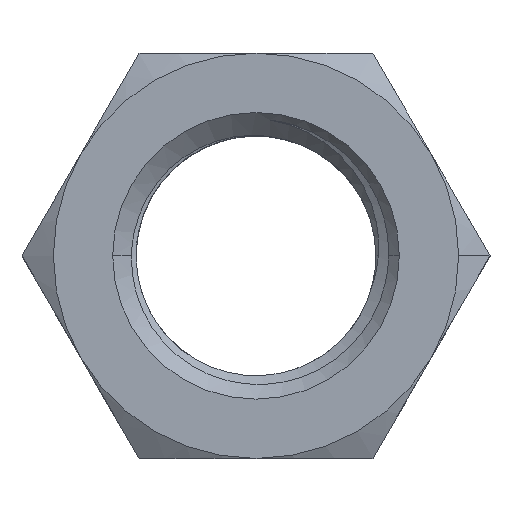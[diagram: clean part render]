
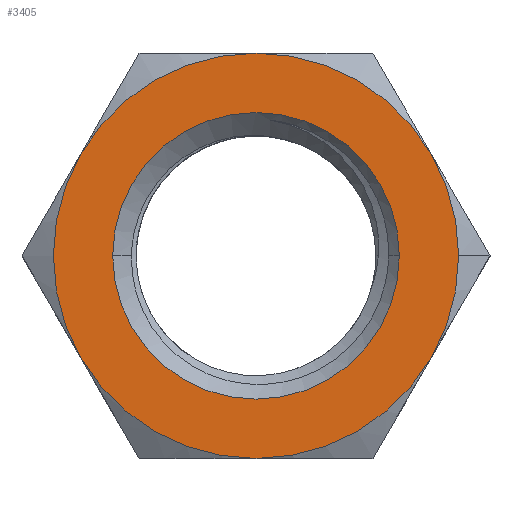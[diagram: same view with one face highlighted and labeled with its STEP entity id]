
A CAD part, top view. The second image highlights one B-rep face of the part: STEP entity #3405.
In plain terms, the highlighted planar face has unit normal (0, 0, 1).
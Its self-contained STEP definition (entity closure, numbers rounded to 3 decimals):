
#25 = FACE_OUTER_BOUND ( 'NONE', #761, .T. ) ;
#53 = DIRECTION ( 'NONE',  ( 1., 0., 0. ) ) ;
#61 = VERTEX_POINT ( 'NONE', #1311 ) ;
#115 = AXIS2_PLACEMENT_3D ( 'NONE', #2734, #2212, #1439 ) ;
#173 = AXIS2_PLACEMENT_3D ( 'NONE', #781, #520, #2885 ) ;
#186 = CARTESIAN_POINT ( 'NONE',  ( 0., 0., 51. ) ) ;
#198 = AXIS2_PLACEMENT_3D ( 'NONE', #2846, #1282, #1530 ) ;
#200 = DIRECTION ( 'NONE',  ( 0., 0., 1. ) ) ;
#316 = CIRCLE ( 'NONE', #2251, 47.5 ) ;
#371 = EDGE_CURVE ( 'NONE', #3370, #2474, #2206, .T. ) ;
#422 = DIRECTION ( 'NONE',  ( 1., 0., 0. ) ) ;
#454 = CARTESIAN_POINT ( 'NONE',  ( 0., 0., 51. ) ) ;
#468 = EDGE_CURVE ( 'NONE', #1570, #1684, #1323, .T. ) ;
#520 = DIRECTION ( 'NONE',  ( 0., 0., 1. ) ) ;
#571 = DIRECTION ( 'NONE',  ( 1., 0., 0. ) ) ;
#691 = FACE_BOUND ( 'NONE', #3039, .T. ) ;
#703 = DIRECTION ( 'NONE',  ( 0., 0., 1. ) ) ;
#732 = CARTESIAN_POINT ( 'NONE',  ( 41.136, 23.75, 51. ) ) ;
#761 = EDGE_LOOP ( 'NONE', ( #1945, #1792, #2442, #3387, #1756, #1824, #2537 ) ) ;
#781 = CARTESIAN_POINT ( 'NONE',  ( 0., 0., 51. ) ) ;
#798 = ORIENTED_EDGE ( 'NONE', *, *, #1333, .T. ) ;
#867 = CIRCLE ( 'NONE', #1268, 47.5 ) ;
#878 = AXIS2_PLACEMENT_3D ( 'NONE', #2331, #2813, #989 ) ;
#900 = EDGE_CURVE ( 'NONE', #1985, #61, #2485, .T. ) ;
#908 = VERTEX_POINT ( 'NONE', #1739 ) ;
#938 = AXIS2_PLACEMENT_3D ( 'NONE', #2296, #703, #1217 ) ;
#973 = CARTESIAN_POINT ( 'NONE',  ( 0., 47.5, 51. ) ) ;
#989 = DIRECTION ( 'NONE',  ( 1., 0., 0. ) ) ;
#1006 = DIRECTION ( 'NONE',  ( 1., 0., 0. ) ) ;
#1020 = CARTESIAN_POINT ( 'NONE',  ( 0., 0., 51. ) ) ;
#1065 = CARTESIAN_POINT ( 'NONE',  ( 33.6, 0., 51. ) ) ;
#1103 = DIRECTION ( 'NONE',  ( 0., 0., 1. ) ) ;
#1146 = VERTEX_POINT ( 'NONE', #1065 ) ;
#1194 = CIRCLE ( 'NONE', #2162, 33.6 ) ;
#1217 = DIRECTION ( 'NONE',  ( 1., 0., 0. ) ) ;
#1268 = AXIS2_PLACEMENT_3D ( 'NONE', #2178, #1103, #571 ) ;
#1282 = DIRECTION ( 'NONE',  ( 0., 0., 1. ) ) ;
#1311 = CARTESIAN_POINT ( 'NONE',  ( 41.136, -23.75, 51. ) ) ;
#1323 = CIRCLE ( 'NONE', #3067, 47.5 ) ;
#1333 = EDGE_CURVE ( 'NONE', #1146, #908, #1664, .T. ) ;
#1439 = DIRECTION ( 'NONE',  ( 1., 0., 0. ) ) ;
#1530 = DIRECTION ( 'NONE',  ( 1., 0., 0. ) ) ;
#1570 = VERTEX_POINT ( 'NONE', #3176 ) ;
#1664 = CIRCLE ( 'NONE', #115, 33.6 ) ;
#1672 = AXIS2_PLACEMENT_3D ( 'NONE', #1020, #200, #1006 ) ;
#1684 = VERTEX_POINT ( 'NONE', #1830 ) ;
#1739 = CARTESIAN_POINT ( 'NONE',  ( -33.6, 0., 51. ) ) ;
#1756 = ORIENTED_EDGE ( 'NONE', *, *, #468, .T. ) ;
#1783 = PLANE ( 'NONE',  #1672 ) ;
#1792 = ORIENTED_EDGE ( 'NONE', *, *, #3383, .T. ) ;
#1824 = ORIENTED_EDGE ( 'NONE', *, *, #2434, .T. ) ;
#1830 = CARTESIAN_POINT ( 'NONE',  ( -41.136, -23.75, 51. ) ) ;
#1919 = EDGE_CURVE ( 'NONE', #61, #2833, #867, .T. ) ;
#1945 = ORIENTED_EDGE ( 'NONE', *, *, #1919, .T. ) ;
#1985 = VERTEX_POINT ( 'NONE', #3225 ) ;
#2021 = DIRECTION ( 'NONE',  ( 0., 0., 1. ) ) ;
#2100 = DIRECTION ( 'NONE',  ( 1., 0., 0. ) ) ;
#2118 = CARTESIAN_POINT ( 'NONE',  ( 47.5, 0., 51. ) ) ;
#2162 = AXIS2_PLACEMENT_3D ( 'NONE', #454, #3397, #2100 ) ;
#2178 = CARTESIAN_POINT ( 'NONE',  ( 0., 0., 51. ) ) ;
#2206 = CIRCLE ( 'NONE', #878, 47.5 ) ;
#2212 = DIRECTION ( 'NONE',  ( 0., 0., -1. ) ) ;
#2251 = AXIS2_PLACEMENT_3D ( 'NONE', #186, #2021, #422 ) ;
#2269 = ORIENTED_EDGE ( 'NONE', *, *, #2616, .T. ) ;
#2296 = CARTESIAN_POINT ( 'NONE',  ( 0., 0., 51. ) ) ;
#2331 = CARTESIAN_POINT ( 'NONE',  ( 0., 0., 51. ) ) ;
#2434 = EDGE_CURVE ( 'NONE', #1684, #1985, #316, .T. ) ;
#2442 = ORIENTED_EDGE ( 'NONE', *, *, #371, .T. ) ;
#2474 = VERTEX_POINT ( 'NONE', #973 ) ;
#2485 = CIRCLE ( 'NONE', #938, 47.5 ) ;
#2537 = ORIENTED_EDGE ( 'NONE', *, *, #900, .T. ) ;
#2616 = EDGE_CURVE ( 'NONE', #908, #1146, #1194, .T. ) ;
#2671 = EDGE_CURVE ( 'NONE', #2474, #1570, #3224, .T. ) ;
#2734 = CARTESIAN_POINT ( 'NONE',  ( 0., 0., 51. ) ) ;
#2813 = DIRECTION ( 'NONE',  ( 0., 0., 1. ) ) ;
#2833 = VERTEX_POINT ( 'NONE', #2118 ) ;
#2835 = CIRCLE ( 'NONE', #198, 47.5 ) ;
#2846 = CARTESIAN_POINT ( 'NONE',  ( 0., 0., 51. ) ) ;
#2885 = DIRECTION ( 'NONE',  ( 1., 0., 0. ) ) ;
#2932 = CARTESIAN_POINT ( 'NONE',  ( 0., 0., 51. ) ) ;
#3039 = EDGE_LOOP ( 'NONE', ( #798, #2269 ) ) ;
#3067 = AXIS2_PLACEMENT_3D ( 'NONE', #2932, #3192, #53 ) ;
#3176 = CARTESIAN_POINT ( 'NONE',  ( -41.136, 23.75, 51. ) ) ;
#3192 = DIRECTION ( 'NONE',  ( 0., 0., 1. ) ) ;
#3224 = CIRCLE ( 'NONE', #173, 47.5 ) ;
#3225 = CARTESIAN_POINT ( 'NONE',  ( 0., -47.5, 51. ) ) ;
#3370 = VERTEX_POINT ( 'NONE', #732 ) ;
#3383 = EDGE_CURVE ( 'NONE', #2833, #3370, #2835, .T. ) ;
#3387 = ORIENTED_EDGE ( 'NONE', *, *, #2671, .T. ) ;
#3397 = DIRECTION ( 'NONE',  ( 0., 0., -1. ) ) ;
#3405 = ADVANCED_FACE ( 'NONE', ( #691, #25 ), #1783, .T. ) ;
